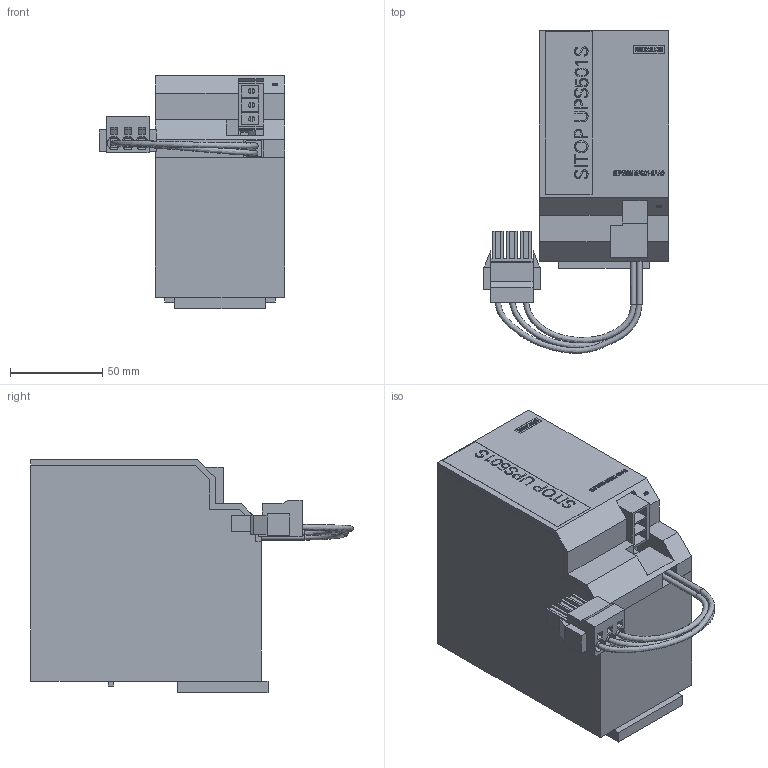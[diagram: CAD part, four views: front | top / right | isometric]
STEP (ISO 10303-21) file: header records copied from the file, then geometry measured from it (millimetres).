
FILE_DESCRIPTION(/* description */ (''),/* implementation_level */ '2;1');
FILE_NAME(/* name */ '6EP1935-5PG01-8AA0_3d.stp',/* time_stamp */ '2025-05-22T14:54:30+02:00',/* author */ (''),/* organization */ (''),/* preprocessor_version */ 'ST-DEVELOPER v20',/* originating_system */ 'SIEMENS PLM Software NX2406.3002',/* authorisation */ '');
FILE_SCHEMA (('AUTOMOTIVE_DESIGN { 1 0 10303 214 3 1 1 1 }'));
Length unit declared in the file: millimetre
Products named in the file (1): A5E51084516T_RS-AA_002_1-6EP1935-5PG01-8AA0-low
Bounding box: 100.36 x 174.91 x 126.51 mm (x, y, z)
Volume: 1017299 mm3; surface area: 112208.2 mm2
Topology: 6 solids, 6 shells, 756 faces, 1928 edges, 1277 vertices
Faces by surface type: plane 642, extrusion 63, cylinder 44, cone 4, bspline 3
Full cylindrical faces by diameter (mm): 3 x6, 3.2 x2, 5 x3
Entity records: 35688 total; most frequent: CARTESIAN_POINT 14842, ORIENTED_EDGE 3798, DIRECTION 3043, EDGE_CURVE 1899, VECTOR 1361, LINE 1298, VERTEX_POINT 1273, EDGE_LOOP 882
